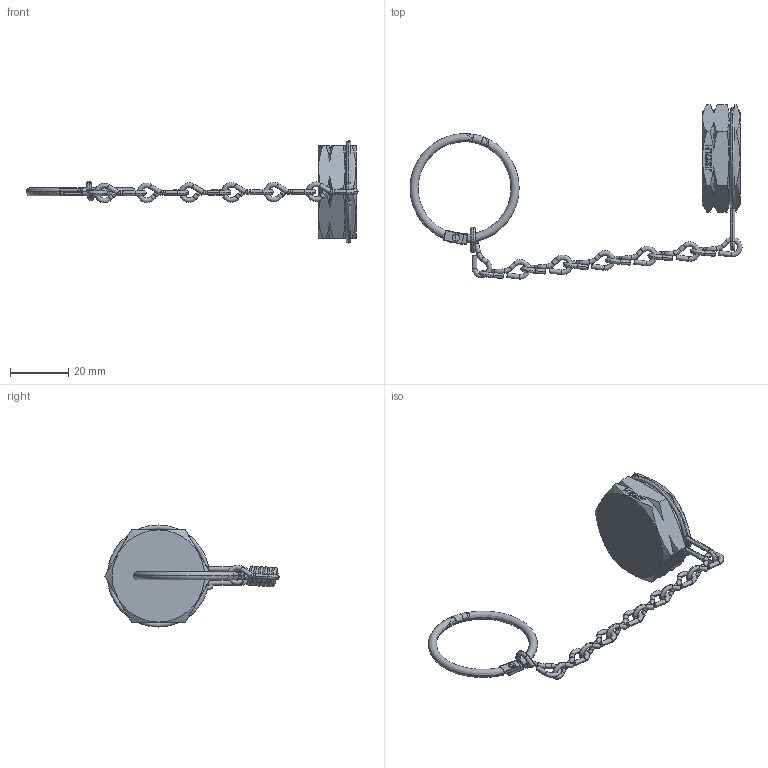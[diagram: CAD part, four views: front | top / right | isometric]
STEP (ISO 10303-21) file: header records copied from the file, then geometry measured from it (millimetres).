
FILE_DESCRIPTION (( 'STEP AP203' ), '1' );
FILE_NAME ('CAP-J22LSS-TCR.STEP', '2025-08-25T17:24:59', ( '' ), ( '' ), 'SwSTEP 2.0', 'SolidWorks 2018', '' );
FILE_SCHEMA (( 'CONFIG_CONTROL_DESIGN' ));
Length unit declared in the file: inch
Products named in the file (9): PRT-003490; PRT-002255_SMALL PIN; PRT-002245_RING-1.187D HALF; ASY-000291; CAP-J22LSS-TCR; ASY-000211_One Link Bent; PRT-002239_STAINLESS; PRT-004030; PRT-002285
Assembly tree (15 placements, depth 3):
  CAP-J22LSS-TCR
    PRT-003490
    ASY-000211_One Link Bent
      PRT-002239_STAINLESS  x7
    ASY-000291
      PRT-002245_RING-1.187D HALF  x2
      PRT-002255_SMALL PIN
    PRT-004030
    PRT-002285
Bounding box: 113.55 x 59.62 x 34.92 mm (x, y, z)
Volume: 10344.7 mm3; surface area: 8060.4 mm2
Topology: 13 solids, 13 shells, 398 faces, 963 edges, 586 vertices
Faces by surface type: cylinder 114, plane 103, bspline 76, torus 68, cone 21, sphere 16
Entity records: 14410 total; most frequent: CARTESIAN_POINT 8186, ORIENTED_EDGE 1144, DIRECTION 905, EDGE_CURVE 572, VERTEX_POINT 365, AXIS2_PLACEMENT_3D 329, LINE 247, VECTOR 247
